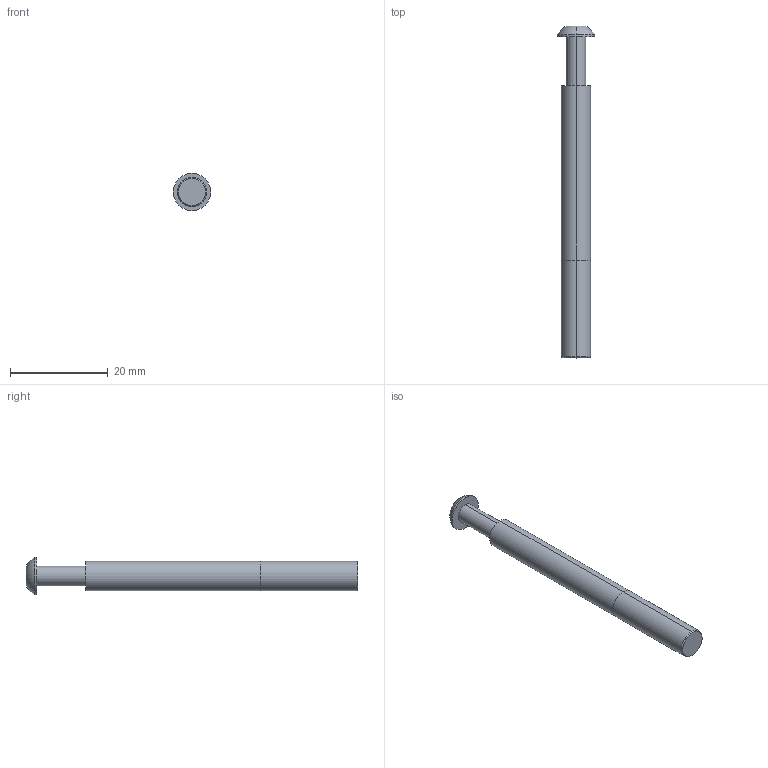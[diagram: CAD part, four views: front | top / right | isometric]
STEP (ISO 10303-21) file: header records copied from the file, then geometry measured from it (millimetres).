
FILE_DESCRIPTION (( 'STEP AP214' ), '1' );
FILE_NAME ('23505~0.STEP', '2018-05-14T04:35:55', ( '' ), ( '' ), 'SwSTEP 2.0', 'SolidWorks 2016', '' );
FILE_SCHEMA (( 'AUTOMOTIVE_DESIGN' ));
Length unit declared in the file: millimetre
Products named in the file (4): 17344~1; 23503~3; ISO7380~n_M04,0x020; 23505~0
Assembly tree (3 placements, depth 2):
  23505~0
    17344~1
    23503~3
    ISO7380~n_M04,0x020
Bounding box: 7.6 x 67.8 x 7.6 mm (x, y, z)
Volume: 1762.7 mm3; surface area: 1753.3 mm2
Topology: 3 solids, 3 shells, 51 faces, 113 edges, 71 vertices
Faces by surface type: cylinder 31, plane 10, cone 8, torus 2
Entity records: 1623 total; most frequent: DIRECTION 297, CARTESIAN_POINT 239, ORIENTED_EDGE 222, AXIS2_PLACEMENT_3D 129, EDGE_CURVE 111, CIRCLE 72, VERTEX_POINT 71, EDGE_LOOP 56
